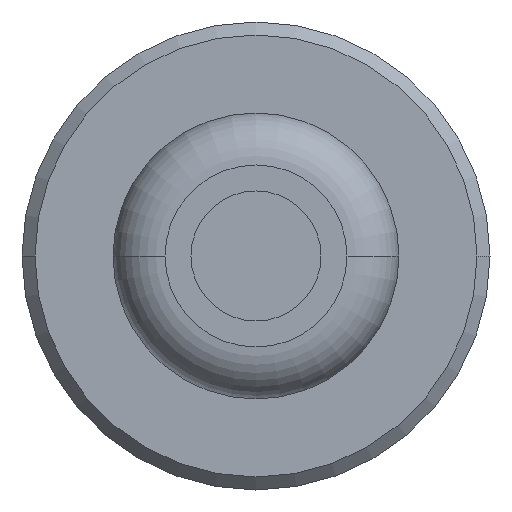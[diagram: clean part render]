
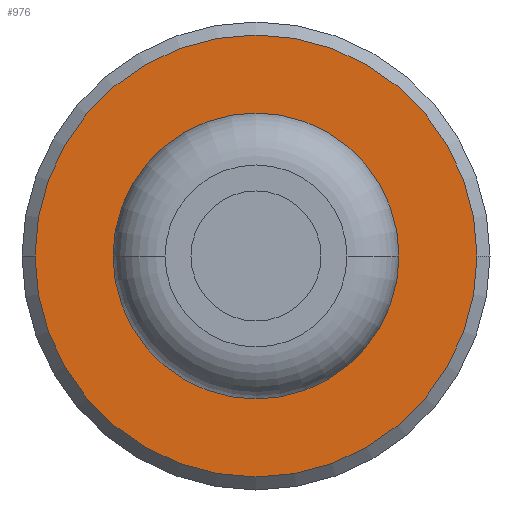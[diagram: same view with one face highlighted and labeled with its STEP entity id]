
A CAD part, front view. The second image highlights one B-rep face of the part: STEP entity #976.
In plain terms, the highlighted planar face has unit normal (0, -1, 0).
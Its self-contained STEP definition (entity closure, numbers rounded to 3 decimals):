
#97=CARTESIAN_POINT('',(0.,-50.5,0.));
#98=DIRECTION('',(0.,1.,0.));
#99=DIRECTION('',(-1.,0.,0.));
#100=AXIS2_PLACEMENT_3D('',#97,#98,#99);
#105=CARTESIAN_POINT('',(0.,-50.5,0.));
#106=DIRECTION('',(0.,1.,0.));
#107=DIRECTION('',(-1.,0.,0.));
#108=AXIS2_PLACEMENT_3D('',#105,#106,#107);
#113=CARTESIAN_POINT('',(0.,-50.5,0.));
#114=DIRECTION('',(0.,-1.,0.));
#115=DIRECTION('',(-1.,0.,0.));
#116=AXIS2_PLACEMENT_3D('',#113,#114,#115);
#121=CARTESIAN_POINT('',(0.,-50.5,0.));
#122=DIRECTION('',(0.,-1.,0.));
#123=DIRECTION('',(-1.,0.,0.));
#124=AXIS2_PLACEMENT_3D('',#121,#122,#123);
#785=CARTESIAN_POINT('',(-8.5,-50.5,0.));
#786=CARTESIAN_POINT('',(8.5,-50.5,0.));
#787=VERTEX_POINT('',#785);
#788=VERTEX_POINT('',#786);
#789=CARTESIAN_POINT('',(-5.5,-50.5,0.));
#790=CARTESIAN_POINT('',(5.5,-50.5,0.));
#791=VERTEX_POINT('',#789);
#792=VERTEX_POINT('',#790);
#961=CARTESIAN_POINT('',(0.,-50.5,0.));
#962=DIRECTION('',(0.,1.,0.));
#963=DIRECTION('',(1.,0.,0.));
#964=AXIS2_PLACEMENT_3D('',#961,#962,#963);
#965=PLANE('',#964);
#966=ORIENTED_EDGE('',*,*,#954,.F.);
#967=ORIENTED_EDGE('',*,*,#943,.T.);
#968=EDGE_LOOP('',(#966,#967));
#969=FACE_OUTER_BOUND('',#968,.F.);
#971=ORIENTED_EDGE('',*,*,#970,.F.);
#973=ORIENTED_EDGE('',*,*,#972,.T.);
#974=EDGE_LOOP('',(#971,#973));
#975=FACE_BOUND('',#974,.F.);
#976=ADVANCED_FACE('',(#969,#975),#965,.F.);
#101=CIRCLE('',#100,8.5);
#109=CIRCLE('',#108,5.5);
#117=CIRCLE('',#116,5.5);
#125=CIRCLE('',#124,8.5);
#943=EDGE_CURVE('',#787,#788,#101,.T.);
#954=EDGE_CURVE('',#787,#788,#125,.T.);
#970=EDGE_CURVE('',#791,#792,#109,.T.);
#972=EDGE_CURVE('',#791,#792,#117,.T.);
